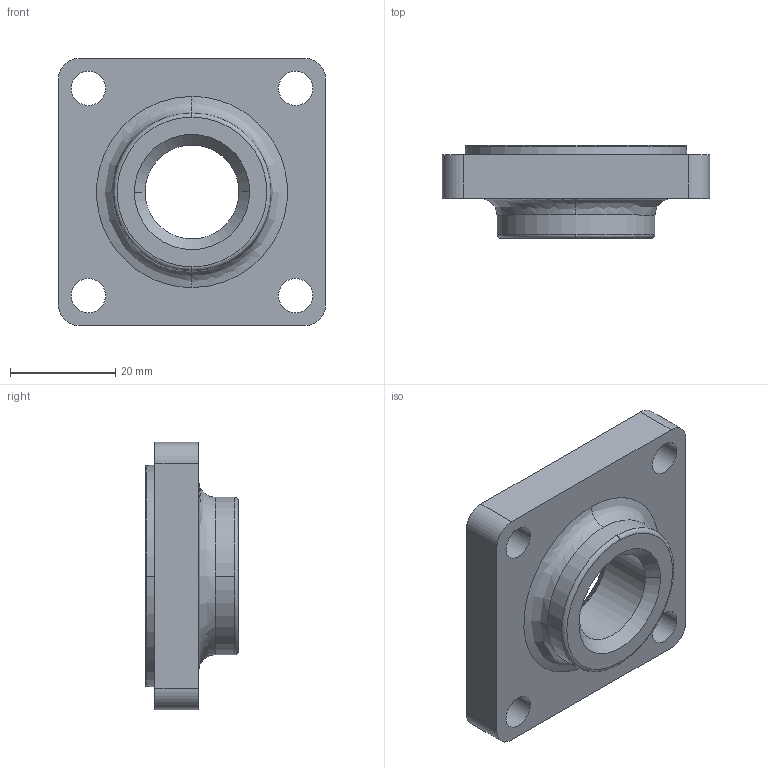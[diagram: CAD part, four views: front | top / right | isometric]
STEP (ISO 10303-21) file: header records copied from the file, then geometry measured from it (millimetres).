
FILE_DESCRIPTION (( 'STEP AP203' ), '1' );
FILE_NAME ('EC-2041.step', '2024-08-21T11:25:44', ( '' ), ( '' ), 'SwSTEP 2.0', 'SolidWorks 2023', '' );
FILE_SCHEMA (( 'CONFIG_CONTROL_DESIGN' ));
Length unit declared in the file: inch
Products named in the file (1): EC-2041
Bounding box: 50.8 x 17.65 x 50.8 mm (x, y, z)
Volume: 22421.3 mm3; surface area: 8209.7 mm2
Topology: 1 solids, 1 shells, 40 faces, 103 edges, 68 vertices
Faces by surface type: cylinder 17, plane 9, bspline 8, cone 6
Entity records: 1644 total; most frequent: CARTESIAN_POINT 560, DIRECTION 221, ORIENTED_EDGE 206, EDGE_CURVE 103, AXIS2_PLACEMENT_3D 93, VERTEX_POINT 68, CIRCLE 60, EDGE_LOOP 53
